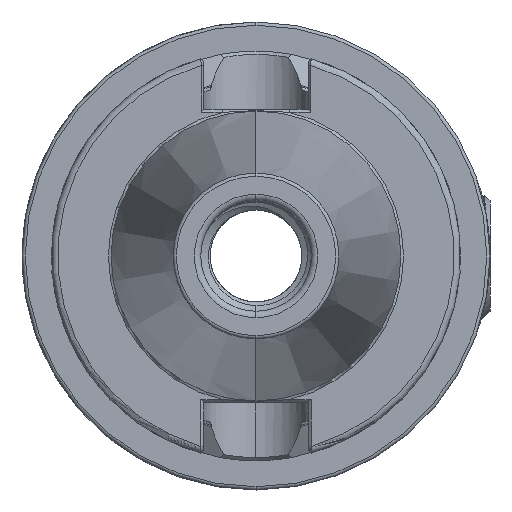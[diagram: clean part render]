
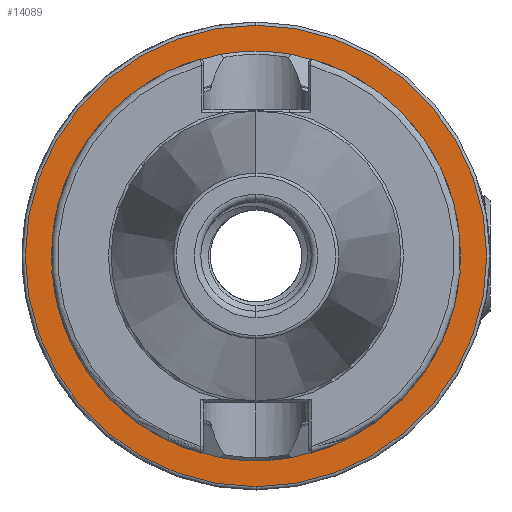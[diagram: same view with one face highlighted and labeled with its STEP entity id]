
A CAD part, left-side view. The second image highlights one B-rep face of the part: STEP entity #14089.
In plain terms, the highlighted planar face has unit normal (-1, 0, 0).
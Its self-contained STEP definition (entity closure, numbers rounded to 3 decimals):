
#1144 = DIRECTION ( 'NONE',  ( 1., 0., 0. ) ) ;
#1175 = CARTESIAN_POINT ( 'NONE',  ( 32., 0., 0. ) ) ;
#1179 = DIRECTION ( 'NONE',  ( 0., 0., 1. ) ) ;
#1475 = CARTESIAN_POINT ( 'NONE',  ( 32., 0., 0. ) ) ;
#1491 = DIRECTION ( 'NONE',  ( 1., 0., 0. ) ) ;
#1493 = DIRECTION ( 'NONE',  ( 0., 0., -1. ) ) ;
#1512 = CARTESIAN_POINT ( 'NONE',  ( 32., 0., -31.3 ) ) ;
#1545 = CARTESIAN_POINT ( 'NONE',  ( 32., 0., 31.3 ) ) ;
#1558 = CARTESIAN_POINT ( 'NONE',  ( 32., 0., -35.5 ) ) ;
#1560 = CARTESIAN_POINT ( 'NONE',  ( 32., 0., 35.5 ) ) ;
#3241 = EDGE_LOOP ( 'NONE', ( #3539, #3545 ) ) ;
#3251 = EDGE_LOOP ( 'NONE', ( #3518, #3508 ) ) ;
#3508 = ORIENTED_EDGE ( 'NONE', *, *, #8170, .F. ) ;
#3518 = ORIENTED_EDGE ( 'NONE', *, *, #15674, .F. ) ;
#3539 = ORIENTED_EDGE ( 'NONE', *, *, #15109, .T. ) ;
#3545 = ORIENTED_EDGE ( 'NONE', *, *, #8137, .T. ) ;
#5868 = DIRECTION ( 'NONE',  ( 1., 0., 0. ) ) ;
#5879 = CARTESIAN_POINT ( 'NONE',  ( 32., 0., 0. ) ) ;
#5887 = DIRECTION ( 'NONE',  ( 0., 0., 1. ) ) ;
#6093 = DIRECTION ( 'NONE',  ( 1., 0., 0. ) ) ;
#6094 = DIRECTION ( 'NONE',  ( 0., 0., -1. ) ) ;
#6103 = CARTESIAN_POINT ( 'NONE',  ( 32., 0., 0. ) ) ;
#6260 = CIRCLE ( 'NONE', #8320, 31.3 ) ;
#6274 = CIRCLE ( 'NONE', #8336, 35.5 ) ;
#7861 = AXIS2_PLACEMENT_3D ( 'NONE', #11459, #11491, #11448 ) ;
#7881 = AXIS2_PLACEMENT_3D ( 'NONE', #1175, #1144, #1179 ) ;
#8137 = EDGE_CURVE ( 'NONE', #24265, #24281, #6260, .T. ) ;
#8170 = EDGE_CURVE ( 'NONE', #24262, #24260, #6274, .T. ) ;
#8320 = AXIS2_PLACEMENT_3D ( 'NONE', #5879, #5868, #5887 ) ;
#8336 = AXIS2_PLACEMENT_3D ( 'NONE', #6103, #6093, #6094 ) ;
#11448 = DIRECTION ( 'NONE',  ( 0., 0., 1. ) ) ;
#11459 = CARTESIAN_POINT ( 'NONE',  ( 32., 35.5, 0. ) ) ;
#11491 = DIRECTION ( 'NONE',  ( -1., 0., 0. ) ) ;
#11555 = PLANE ( 'NONE',  #7861 ) ;
#11869 = CIRCLE ( 'NONE', #23946, 35.5 ) ;
#11989 = FACE_BOUND ( 'NONE', #3241, .T. ) ;
#12034 = FACE_OUTER_BOUND ( 'NONE', #3251, .T. ) ;
#12130 = CIRCLE ( 'NONE', #7881, 31.3 ) ;
#14089 = ADVANCED_FACE ( 'NONE', ( #11989, #12034 ), #11555, .T. ) ;
#15109 = EDGE_CURVE ( 'NONE', #24281, #24265, #12130, .T. ) ;
#15674 = EDGE_CURVE ( 'NONE', #24260, #24262, #11869, .T. ) ;
#23946 = AXIS2_PLACEMENT_3D ( 'NONE', #1475, #1491, #1493 ) ;
#24260 = VERTEX_POINT ( 'NONE', #1558 ) ;
#24262 = VERTEX_POINT ( 'NONE', #1560 ) ;
#24265 = VERTEX_POINT ( 'NONE', #1512 ) ;
#24281 = VERTEX_POINT ( 'NONE', #1545 ) ;
